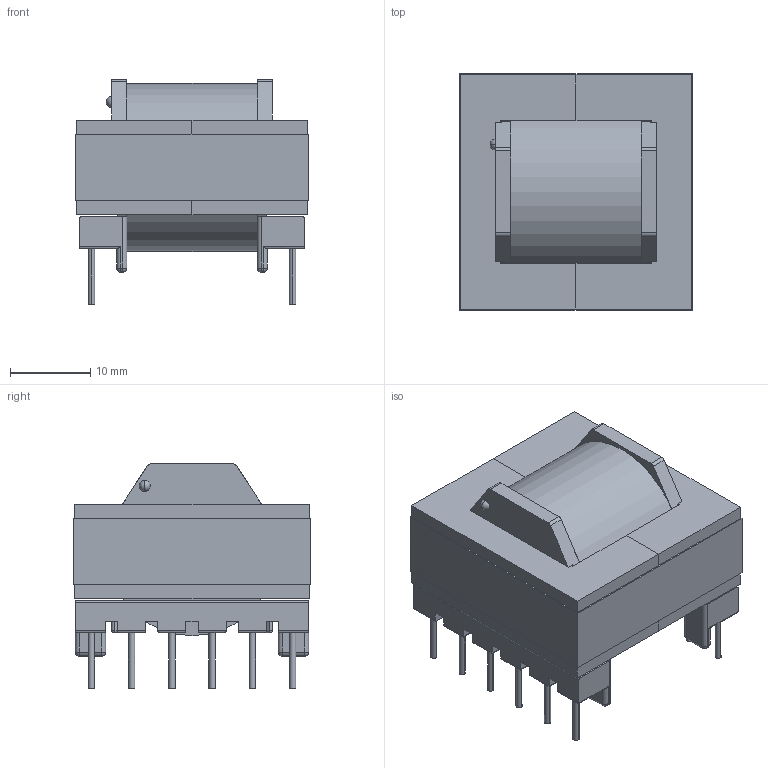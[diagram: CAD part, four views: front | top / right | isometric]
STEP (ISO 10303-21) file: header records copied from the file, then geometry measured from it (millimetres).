
FILE_DESCRIPTION(/* description */ ('Unknown'),/* implementation_level */ '2;1');
FILE_NAME(/* name */ 'T_Wurth_WE-OLLT-ER28_14_LeadDiameter1.25mm',/* time_stamp */ '2025-12-26T10:41:13+08:00',/* author */ ('Unknown'),/* organization */ ('Unknown'),/* preprocessor_version */ 'ST-DEVELOPER v19.4',/* originating_system */ 'Solid Edge',/* authorisation */ 'Unknown');
FILE_SCHEMA (('AUTOMOTIVE_DESIGN {1 0 10303 214 3 1 1}'));
Length unit declared in the file: millimetre
Products named in the file (2): T_Wurth_WE-OLLT-ER28_14_LeadDiameter1.25mm
Assembly tree (1 placements, depth 2):
  T_Wurth_WE-OLLT-ER28_14_LeadDiameter1.25mm
    T_Wurth_WE-OLLT-ER28_14_LeadDiameter1.25mm
Bounding box: 28.92 x 29.42 x 27.88 mm (x, y, z)
Volume: 13015.3 mm3; surface area: 12006.5 mm2
Topology: 5 solids, 5 shells, 339 faces, 842 edges, 496 vertices
Faces by surface type: cylinder 156, plane 145, sphere 32, cone 4, torus 2
Entity records: 11857 total; most frequent: CARTESIAN_POINT 1779, DIRECTION 1710, ORIENTED_EDGE 1620, EDGE_CURVE 810, AXIS2_PLACEMENT_3D 599, LINE 512, VECTOR 512, VERTEX_POINT 496
